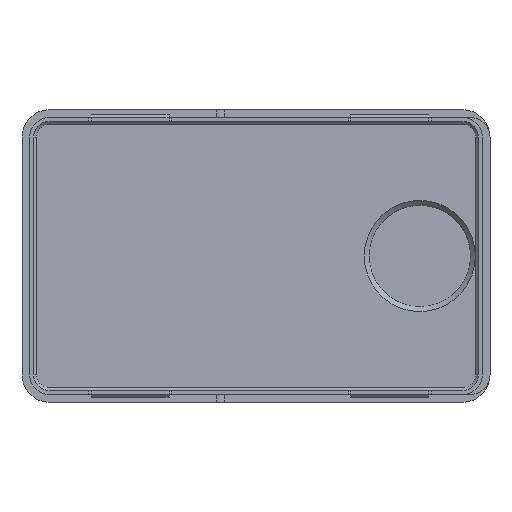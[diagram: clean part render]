
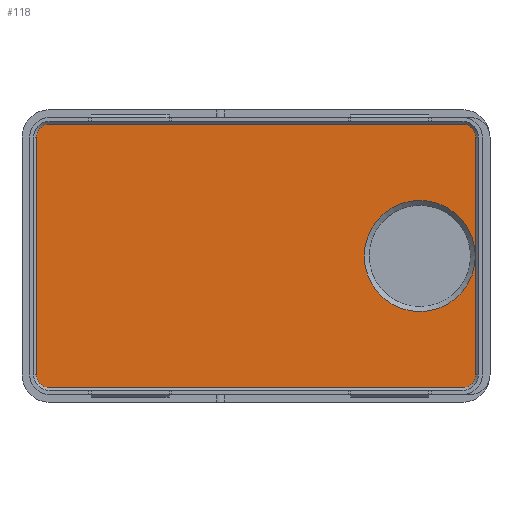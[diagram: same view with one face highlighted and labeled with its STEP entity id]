
A CAD part, top view. The second image highlights one B-rep face of the part: STEP entity #118.
In plain terms, the highlighted planar face has unit normal (0, 0, 1).
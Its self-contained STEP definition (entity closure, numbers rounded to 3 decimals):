
#44=FACE_BOUND('',#398,.T.);
#45=FACE_BOUND('',#399,.T.);
#118=ADVANCED_FACE('',(#44,#45),#201,.F.);
#201=PLANE('',#2071);
#398=EDGE_LOOP('',(#820,#821,#822,#823,#824,#825,#826,#827));
#399=EDGE_LOOP('',(#828));
#489=CIRCLE('',#2066,3.3);
#490=CIRCLE('',#2067,3.3);
#491=CIRCLE('',#2068,3.3);
#492=CIRCLE('',#2069,3.3);
#493=CIRCLE('',#2070,14.25);
#820=ORIENTED_EDGE('',*,*,#1431,.T.);
#821=ORIENTED_EDGE('',*,*,#1432,.T.);
#822=ORIENTED_EDGE('',*,*,#1433,.T.);
#823=ORIENTED_EDGE('',*,*,#1434,.T.);
#824=ORIENTED_EDGE('',*,*,#1435,.T.);
#825=ORIENTED_EDGE('',*,*,#1436,.T.);
#826=ORIENTED_EDGE('',*,*,#1437,.T.);
#827=ORIENTED_EDGE('',*,*,#1438,.T.);
#828=ORIENTED_EDGE('',*,*,#1439,.T.);
#1198=VERTEX_POINT('',#3060);
#1199=VERTEX_POINT('',#3061);
#1200=VERTEX_POINT('',#3063);
#1201=VERTEX_POINT('',#3065);
#1202=VERTEX_POINT('',#3067);
#1203=VERTEX_POINT('',#3069);
#1204=VERTEX_POINT('',#3071);
#1205=VERTEX_POINT('',#3073);
#1206=VERTEX_POINT('',#3076);
#1431=EDGE_CURVE('',#1198,#1199,#489,.T.);
#1432=EDGE_CURVE('',#1199,#1200,#1671,.T.);
#1433=EDGE_CURVE('',#1200,#1201,#490,.T.);
#1434=EDGE_CURVE('',#1201,#1202,#1672,.T.);
#1435=EDGE_CURVE('',#1202,#1203,#491,.T.);
#1436=EDGE_CURVE('',#1203,#1204,#1673,.T.);
#1437=EDGE_CURVE('',#1204,#1205,#492,.T.);
#1438=EDGE_CURVE('',#1205,#1198,#1674,.T.);
#1439=EDGE_CURVE('',#1206,#1206,#493,.T.);
#1671=LINE('',#3062,#1904);
#1672=LINE('',#3066,#1905);
#1673=LINE('',#3070,#1906);
#1674=LINE('',#3074,#1907);
#1904=VECTOR('',#2471,1.);
#1905=VECTOR('',#2474,1.);
#1906=VECTOR('',#2477,1.);
#1907=VECTOR('',#2480,1.);
#2066=AXIS2_PLACEMENT_3D('',#3059,#2469,#2470);
#2067=AXIS2_PLACEMENT_3D('',#3064,#2472,#2473);
#2068=AXIS2_PLACEMENT_3D('',#3068,#2475,#2476);
#2069=AXIS2_PLACEMENT_3D('',#3072,#2478,#2479);
#2070=AXIS2_PLACEMENT_3D('',#3075,#2481,#2482);
#2071=AXIS2_PLACEMENT_3D('',#3077,#2483,#2484);
#2469=DIRECTION('',(0.,0.,1.));
#2470=DIRECTION('',(-1.,0.,0.));
#2471=DIRECTION('',(0.,1.,0.));
#2472=DIRECTION('',(0.,0.,1.));
#2473=DIRECTION('',(-1.,0.,0.));
#2474=DIRECTION('',(-1.,0.,0.));
#2475=DIRECTION('',(0.,0.,1.));
#2476=DIRECTION('',(-1.,0.,0.));
#2477=DIRECTION('',(0.,-1.,0.));
#2478=DIRECTION('',(0.,0.,1.));
#2479=DIRECTION('',(-1.,0.,0.));
#2480=DIRECTION('',(1.,0.,0.));
#2481=DIRECTION('',(0.,0.,-1.));
#2482=DIRECTION('',(-1.,0.,0.));
#2483=DIRECTION('',(0.,0.,-1.));
#2484=DIRECTION('',(-1.,0.,0.));
#3059=CARTESIAN_POINT('',(53.,-30.5,3.));
#3060=CARTESIAN_POINT('',(53.,-33.8,3.));
#3061=CARTESIAN_POINT('',(56.3,-30.5,3.));
#3062=CARTESIAN_POINT('',(56.3,30.5,3.));
#3063=CARTESIAN_POINT('',(56.3,30.5,3.));
#3064=CARTESIAN_POINT('',(53.,30.5,3.));
#3065=CARTESIAN_POINT('',(53.,33.8,3.));
#3066=CARTESIAN_POINT('',(-53.,33.8,3.));
#3067=CARTESIAN_POINT('',(-53.,33.8,3.));
#3068=CARTESIAN_POINT('',(-53.,30.5,3.));
#3069=CARTESIAN_POINT('',(-56.3,30.5,3.));
#3070=CARTESIAN_POINT('',(-56.3,-30.5,3.));
#3071=CARTESIAN_POINT('',(-56.3,-30.5,3.));
#3072=CARTESIAN_POINT('',(-53.,-30.5,3.));
#3073=CARTESIAN_POINT('',(-53.,-33.8,3.));
#3074=CARTESIAN_POINT('',(53.,-33.8,3.));
#3075=CARTESIAN_POINT('',(42.,0.,3.));
#3076=CARTESIAN_POINT('',(27.75,0.,3.));
#3077=CARTESIAN_POINT('',(25.,-34.,3.));
